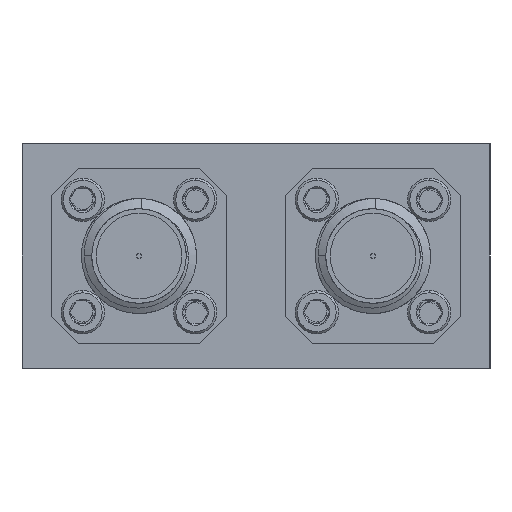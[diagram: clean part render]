
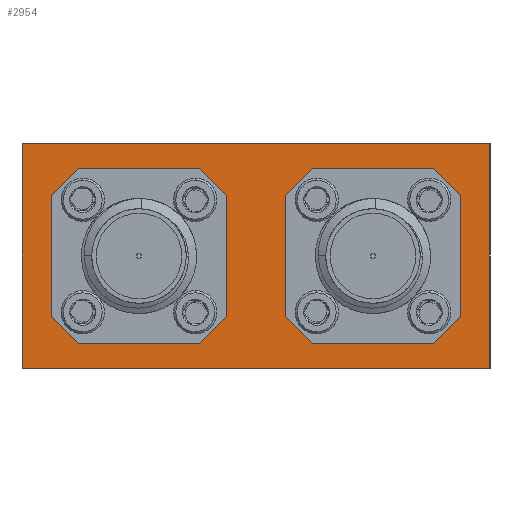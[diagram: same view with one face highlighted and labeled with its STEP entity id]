
A CAD part, left-side view. The second image highlights one B-rep face of the part: STEP entity #2954.
In plain terms, the highlighted planar face has unit normal (-1, 0, 0).
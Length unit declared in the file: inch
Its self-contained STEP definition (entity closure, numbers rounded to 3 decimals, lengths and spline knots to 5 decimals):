
#2620 = LINE ( 'NONE', #35655, #39749 ) ;
#2954 = ADVANCED_FACE ( 'NONE', ( #42051 ), #43090, .T. ) ;
#3013 = EDGE_CURVE ( 'NONE', #11537, #6274, #3847, .T. ) ;
#3847 = LINE ( 'NONE', #35943, #39337 ) ;
#4537 = CARTESIAN_POINT ( 'NONE',  ( 0., 0., 0.5 ) ) ;
#5024 = VECTOR ( 'NONE', #9845, 39.37008 ) ;
#5550 = CARTESIAN_POINT ( 'NONE',  ( 0., 1.04, 0.5 ) ) ;
#6274 = VERTEX_POINT ( 'NONE', #18825 ) ;
#6821 = ORIENTED_EDGE ( 'NONE', *, *, #27689, .F. ) ;
#9845 = DIRECTION ( 'NONE',  ( 0., 0., -1. ) ) ;
#11537 = VERTEX_POINT ( 'NONE', #5550 ) ;
#12131 = LINE ( 'NONE', #20494, #5024 ) ;
#12210 = ORIENTED_EDGE ( 'NONE', *, *, #3013, .T. ) ;
#12432 = CARTESIAN_POINT ( 'NONE',  ( 0., 0., 0. ) ) ;
#13066 = VERTEX_POINT ( 'NONE', #32510 ) ;
#16367 = EDGE_CURVE ( 'NONE', #13066, #11537, #2620, .T. ) ;
#18825 = CARTESIAN_POINT ( 'NONE',  ( 0., 1.04, 0. ) ) ;
#18883 = CARTESIAN_POINT ( 'NONE',  ( 0., 0., 0. ) ) ;
#20494 = CARTESIAN_POINT ( 'NONE',  ( 0., 0., 0.5 ) ) ;
#21423 = EDGE_CURVE ( 'NONE', #33086, #6274, #31894, .T. ) ;
#22036 = DIRECTION ( 'NONE',  ( 0., 0., 1. ) ) ;
#22193 = DIRECTION ( 'NONE',  ( -1., 0., 0. ) ) ;
#23274 = ORIENTED_EDGE ( 'NONE', *, *, #16367, .T. ) ;
#25454 = DIRECTION ( 'NONE',  ( 0., 1., 0. ) ) ;
#27689 = EDGE_CURVE ( 'NONE', #13066, #33086, #12131, .T. ) ;
#28066 = VECTOR ( 'NONE', #25454, 39.37008 ) ;
#28979 = EDGE_LOOP ( 'NONE', ( #42742, #6821, #23274, #12210 ) ) ;
#31894 = LINE ( 'NONE', #18883, #28066 ) ;
#32510 = CARTESIAN_POINT ( 'NONE',  ( 0., 0., 0.5 ) ) ;
#32598 = DIRECTION ( 'NONE',  ( 0., 0., -1. ) ) ;
#33086 = VERTEX_POINT ( 'NONE', #12432 ) ;
#35655 = CARTESIAN_POINT ( 'NONE',  ( 0., 0., 0.5 ) ) ;
#35943 = CARTESIAN_POINT ( 'NONE',  ( 0., 1.04, 0.5 ) ) ;
#39337 = VECTOR ( 'NONE', #32598, 39.37008 ) ;
#39749 = VECTOR ( 'NONE', #42668, 39.37008 ) ;
#42051 = FACE_OUTER_BOUND ( 'NONE', #28979, .T. ) ;
#42668 = DIRECTION ( 'NONE',  ( 0., 1., 0. ) ) ;
#42742 = ORIENTED_EDGE ( 'NONE', *, *, #21423, .F. ) ;
#43090 = PLANE ( 'NONE',  #44179 ) ;
#44179 = AXIS2_PLACEMENT_3D ( 'NONE', #4537, #22193, #22036 ) ;
